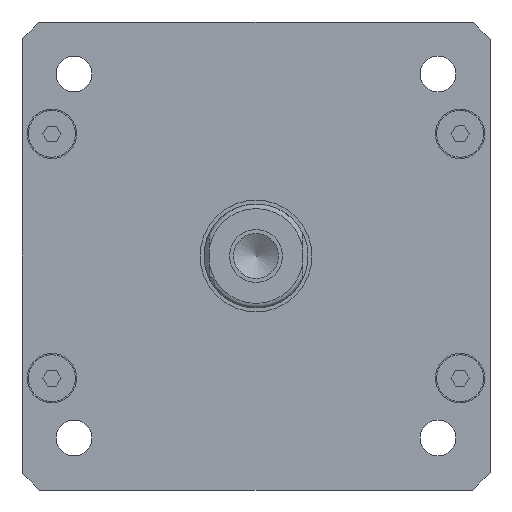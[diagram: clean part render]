
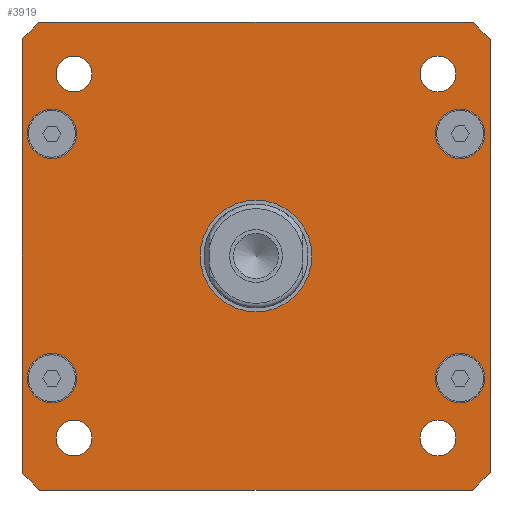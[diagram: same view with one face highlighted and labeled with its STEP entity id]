
A CAD part, front view. The second image highlights one B-rep face of the part: STEP entity #3919.
In plain terms, the highlighted planar face has unit normal (0, -1, 0).
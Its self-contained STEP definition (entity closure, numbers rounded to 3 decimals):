
#386=CARTESIAN_POINT('',(-21.5,-143.5,0.0));
#387=VERTEX_POINT('',#386);
#388=CARTESIAN_POINT('',(0.0,-143.5,0.0));
#389=DIRECTION('',(0.0,1.0,0.0));
#390=DIRECTION('',(-1.0,0.0,0.0));
#391=AXIS2_PLACEMENT_3D('',#388,#389,#390);
#392=CIRCLE('',#391,21.5);
#393=EDGE_CURVE('',#387,#387,#392,.T.);
#2649=CARTESIAN_POINT('',(76.918,-143.5,70.0));
#2650=VERTEX_POINT('',#2649);
#2651=CARTESIAN_POINT('',(70.0,-143.5,70.0));
#2652=DIRECTION('',(0.0,1.0,0.0));
#2653=DIRECTION('',(1.0,0.0,0.0));
#2654=AXIS2_PLACEMENT_3D('',#2651,#2652,#2653);
#2655=CIRCLE('',#2654,6.918);
#2656=EDGE_CURVE('',#2650,#2650,#2655,.T.);
#2677=CARTESIAN_POINT('',(76.918,-143.5,-70.0));
#2678=VERTEX_POINT('',#2677);
#2679=CARTESIAN_POINT('',(70.0,-143.5,-70.0));
#2680=DIRECTION('',(0.0,1.0,0.0));
#2681=DIRECTION('',(1.0,0.0,0.0));
#2682=AXIS2_PLACEMENT_3D('',#2679,#2680,#2681);
#2683=CIRCLE('',#2682,6.918);
#2684=EDGE_CURVE('',#2678,#2678,#2683,.T.);
#2705=CARTESIAN_POINT('',(-63.083,-143.5,-70.0));
#2706=VERTEX_POINT('',#2705);
#2707=CARTESIAN_POINT('',(-70.0,-143.5,-70.0));
#2708=DIRECTION('',(0.0,1.0,0.0));
#2709=DIRECTION('',(1.0,0.0,0.0));
#2710=AXIS2_PLACEMENT_3D('',#2707,#2708,#2709);
#2711=CIRCLE('',#2710,6.918);
#2712=EDGE_CURVE('',#2706,#2706,#2711,.T.);
#2733=CARTESIAN_POINT('',(-63.083,-143.5,70.0));
#2734=VERTEX_POINT('',#2733);
#2735=CARTESIAN_POINT('',(-70.0,-143.5,70.0));
#2736=DIRECTION('',(0.0,1.0,0.0));
#2737=DIRECTION('',(1.0,0.0,0.0));
#2738=AXIS2_PLACEMENT_3D('',#2735,#2736,#2737);
#2739=CIRCLE('',#2738,6.918);
#2740=EDGE_CURVE('',#2734,#2734,#2739,.T.);
#3589=CARTESIAN_POINT('',(-69.,-143.5,-47.));
#3590=VERTEX_POINT('',#3589);
#3591=CARTESIAN_POINT('',(-78.5,-143.5,-47.));
#3592=DIRECTION('',(0.0,1.0,0.0));
#3593=DIRECTION('',(-1.0,0.0,0.0));
#3594=AXIS2_PLACEMENT_3D('',#3591,#3592,#3593);
#3595=CIRCLE('',#3594,9.5);
#3596=EDGE_CURVE('',#3590,#3590,#3595,.T.);
#3657=CARTESIAN_POINT('',(88.0,-143.5,-47.0));
#3658=VERTEX_POINT('',#3657);
#3659=CARTESIAN_POINT('',(78.5,-143.5,-47.0));
#3660=DIRECTION('',(0.0,1.0,0.0));
#3661=DIRECTION('',(-1.0,0.0,0.0));
#3662=AXIS2_PLACEMENT_3D('',#3659,#3660,#3661);
#3663=CIRCLE('',#3662,9.5);
#3664=EDGE_CURVE('',#3658,#3658,#3663,.T.);
#3725=CARTESIAN_POINT('',(88.0,-143.5,47.0));
#3726=VERTEX_POINT('',#3725);
#3727=CARTESIAN_POINT('',(78.5,-143.5,47.0));
#3728=DIRECTION('',(0.0,1.0,0.0));
#3729=DIRECTION('',(-1.0,0.0,0.0));
#3730=AXIS2_PLACEMENT_3D('',#3727,#3728,#3729);
#3731=CIRCLE('',#3730,9.5);
#3732=EDGE_CURVE('',#3726,#3726,#3731,.T.);
#3793=CARTESIAN_POINT('',(-69.0,-143.5,47.0));
#3794=VERTEX_POINT('',#3793);
#3795=CARTESIAN_POINT('',(-78.5,-143.5,47.0));
#3796=DIRECTION('',(0.0,1.0,0.0));
#3797=DIRECTION('',(-1.0,0.0,0.0));
#3798=AXIS2_PLACEMENT_3D('',#3795,#3796,#3797);
#3799=CIRCLE('',#3798,9.5);
#3800=EDGE_CURVE('',#3794,#3794,#3799,.T.);
#3817=CARTESIAN_POINT('',(0.,-143.5,0.));
#3818=DIRECTION('',(0.0,1.0,0.0));
#3819=DIRECTION('',(0.0,0.0,1.0));
#3820=AXIS2_PLACEMENT_3D('',#3817,#3818,#3819);
#3821=PLANE('',#3820);
#3822=CARTESIAN_POINT('',(-90.0,-143.5,83.104));
#3823=VERTEX_POINT('',#3822);
#3824=CARTESIAN_POINT('',(-83.104,-143.5,90.0));
#3825=VERTEX_POINT('',#3824);
#3826=CARTESIAN_POINT('',(0.0,-143.5,0.0));
#3827=DIRECTION('',(0.0,1.0,0.0));
#3828=DIRECTION('',(-0.678,0.0,0.735));
#3829=AXIS2_PLACEMENT_3D('',#3826,#3827,#3828);
#3830=CIRCLE('',#3829,122.5);
#3831=EDGE_CURVE('',#3823,#3825,#3830,.T.);
#3832=ORIENTED_EDGE('',*,*,#3831,.F.);
#3833=CARTESIAN_POINT('',(-90.0,-143.5,-83.104));
#3834=VERTEX_POINT('',#3833);
#3835=CARTESIAN_POINT('',(-90.0,-143.5,-83.104));
#3836=DIRECTION('',(0.0,0.0,1.0));
#3837=VECTOR('',#3836,166.208);
#3838=LINE('',#3835,#3837);
#3839=EDGE_CURVE('',#3834,#3823,#3838,.T.);
#3840=ORIENTED_EDGE('',*,*,#3839,.F.);
#3841=CARTESIAN_POINT('',(-83.104,-143.5,-90.0));
#3842=VERTEX_POINT('',#3841);
#3843=CARTESIAN_POINT('',(0.0,-143.5,0.0));
#3844=DIRECTION('',(0.0,1.0,0.0));
#3845=DIRECTION('',(-0.735,0.0,-0.678));
#3846=AXIS2_PLACEMENT_3D('',#3843,#3844,#3845);
#3847=CIRCLE('',#3846,122.5);
#3848=EDGE_CURVE('',#3842,#3834,#3847,.T.);
#3849=ORIENTED_EDGE('',*,*,#3848,.F.);
#3850=CARTESIAN_POINT('',(83.104,-143.5,-90.0));
#3851=VERTEX_POINT('',#3850);
#3852=CARTESIAN_POINT('',(83.104,-143.5,-90.0));
#3853=DIRECTION('',(-1.0,0.0,0.0));
#3854=VECTOR('',#3853,166.208);
#3855=LINE('',#3852,#3854);
#3856=EDGE_CURVE('',#3851,#3842,#3855,.T.);
#3857=ORIENTED_EDGE('',*,*,#3856,.F.);
#3858=CARTESIAN_POINT('',(90.0,-143.5,-83.104));
#3859=VERTEX_POINT('',#3858);
#3860=CARTESIAN_POINT('',(0.0,-143.5,0.0));
#3861=DIRECTION('',(0.0,1.0,0.0));
#3862=DIRECTION('',(0.678,0.0,-0.735));
#3863=AXIS2_PLACEMENT_3D('',#3860,#3861,#3862);
#3864=CIRCLE('',#3863,122.5);
#3865=EDGE_CURVE('',#3859,#3851,#3864,.T.);
#3866=ORIENTED_EDGE('',*,*,#3865,.F.);
#3867=CARTESIAN_POINT('',(90.0,-143.5,83.104));
#3868=VERTEX_POINT('',#3867);
#3869=CARTESIAN_POINT('',(90.0,-143.5,83.104));
#3870=DIRECTION('',(0.0,0.0,-1.0));
#3871=VECTOR('',#3870,166.208);
#3872=LINE('',#3869,#3871);
#3873=EDGE_CURVE('',#3868,#3859,#3872,.T.);
#3874=ORIENTED_EDGE('',*,*,#3873,.F.);
#3875=CARTESIAN_POINT('',(83.104,-143.5,90.0));
#3876=VERTEX_POINT('',#3875);
#3877=CARTESIAN_POINT('',(0.0,-143.5,0.0));
#3878=DIRECTION('',(0.0,1.0,0.0));
#3879=DIRECTION('',(0.735,0.0,0.678));
#3880=AXIS2_PLACEMENT_3D('',#3877,#3878,#3879);
#3881=CIRCLE('',#3880,122.5);
#3882=EDGE_CURVE('',#3876,#3868,#3881,.T.);
#3883=ORIENTED_EDGE('',*,*,#3882,.F.);
#3884=CARTESIAN_POINT('',(-83.104,-143.5,90.0));
#3885=DIRECTION('',(1.0,0.0,0.0));
#3886=VECTOR('',#3885,166.208);
#3887=LINE('',#3884,#3886);
#3888=EDGE_CURVE('',#3825,#3876,#3887,.T.);
#3889=ORIENTED_EDGE('',*,*,#3888,.F.);
#3890=EDGE_LOOP('',(#3832,#3840,#3849,#3857,#3866,#3874,#3883,#3889));
#3891=FACE_OUTER_BOUND('',#3890,.T.);
#3892=ORIENTED_EDGE('',*,*,#393,.T.);
#3893=EDGE_LOOP('',(#3892));
#3894=FACE_BOUND('',#3893,.T.);
#3895=ORIENTED_EDGE('',*,*,#2656,.T.);
#3896=EDGE_LOOP('',(#3895));
#3897=FACE_BOUND('',#3896,.T.);
#3898=ORIENTED_EDGE('',*,*,#2684,.T.);
#3899=EDGE_LOOP('',(#3898));
#3900=FACE_BOUND('',#3899,.T.);
#3901=ORIENTED_EDGE('',*,*,#2712,.T.);
#3902=EDGE_LOOP('',(#3901));
#3903=FACE_BOUND('',#3902,.T.);
#3904=ORIENTED_EDGE('',*,*,#2740,.T.);
#3905=EDGE_LOOP('',(#3904));
#3906=FACE_BOUND('',#3905,.T.);
#3907=ORIENTED_EDGE('',*,*,#3596,.T.);
#3908=EDGE_LOOP('',(#3907));
#3909=FACE_BOUND('',#3908,.T.);
#3910=ORIENTED_EDGE('',*,*,#3664,.T.);
#3911=EDGE_LOOP('',(#3910));
#3912=FACE_BOUND('',#3911,.T.);
#3913=ORIENTED_EDGE('',*,*,#3732,.T.);
#3914=EDGE_LOOP('',(#3913));
#3915=FACE_BOUND('',#3914,.T.);
#3916=ORIENTED_EDGE('',*,*,#3800,.T.);
#3917=EDGE_LOOP('',(#3916));
#3918=FACE_BOUND('',#3917,.T.);
#3919=ADVANCED_FACE('',(#3891,#3894,#3897,#3900,#3903,#3906,#3909,#3912,#3915,#3918),#3821,.F.);
